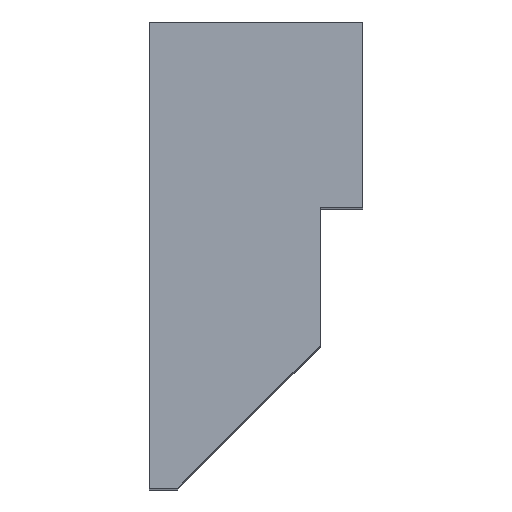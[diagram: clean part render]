
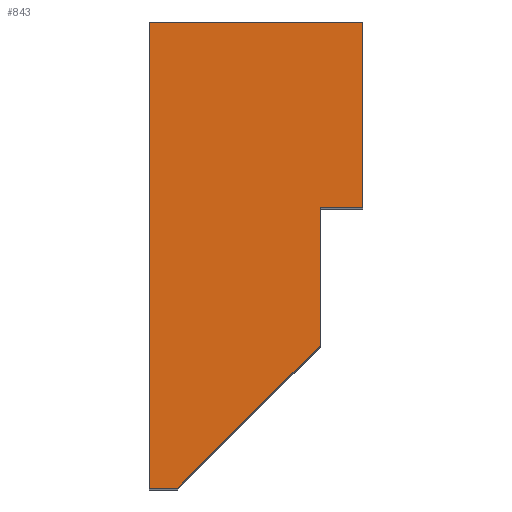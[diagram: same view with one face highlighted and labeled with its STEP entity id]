
A CAD part, top view. The second image highlights one B-rep face of the part: STEP entity #843.
In plain terms, the highlighted planar face has unit normal (0, 0, 1).
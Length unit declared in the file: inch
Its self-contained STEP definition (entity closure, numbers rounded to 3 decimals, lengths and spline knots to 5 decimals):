
#169 = VECTOR ( 'NONE', #1055, 39.37008 ) ;
#171 = VECTOR ( 'NONE', #1058, 39.37008 ) ;
#172 = LINE ( 'NONE', #1056, #169 ) ;
#174 = LINE ( 'NONE', #1060, #171 ) ;
#292 = VECTOR ( 'NONE', #1158, 39.37008 ) ;
#296 = LINE ( 'NONE', #1157, #292 ) ;
#338 = VECTOR ( 'NONE', #1241, 39.37008 ) ;
#342 = LINE ( 'NONE', #1238, #338 ) ;
#349 = VECTOR ( 'NONE', #1254, 39.37008 ) ;
#353 = LINE ( 'NONE', #1251, #349 ) ;
#366 = VECTOR ( 'NONE', #926, 39.37008 ) ;
#370 = LINE ( 'NONE', #913, #366 ) ;
#386 = LINE ( 'NONE', #1020, #388 ) ;
#388 = VECTOR ( 'NONE', #1044, 39.37008 ) ;
#412 = FACE_OUTER_BOUND ( 'NONE', #504, .T. ) ;
#504 = EDGE_LOOP ( 'NONE', ( #794, #752, #742, #755, #748, #741, #743 ) ) ;
#572 = VERTEX_POINT ( 'NONE', #1655 ) ;
#576 = VERTEX_POINT ( 'NONE', #1650 ) ;
#599 = VERTEX_POINT ( 'NONE', #1761 ) ;
#600 = VERTEX_POINT ( 'NONE', #1711 ) ;
#602 = VERTEX_POINT ( 'NONE', #1744 ) ;
#603 = VERTEX_POINT ( 'NONE', #1748 ) ;
#637 = VERTEX_POINT ( 'NONE', #1740 ) ;
#741 = ORIENTED_EDGE ( 'NONE', *, *, #1454, .T. ) ;
#742 = ORIENTED_EDGE ( 'NONE', *, *, #1459, .T. ) ;
#743 = ORIENTED_EDGE ( 'NONE', *, *, #1442, .T. ) ;
#748 = ORIENTED_EDGE ( 'NONE', *, *, #1516, .T. ) ;
#752 = ORIENTED_EDGE ( 'NONE', *, *, #1517, .T. ) ;
#755 = ORIENTED_EDGE ( 'NONE', *, *, #1487, .T. ) ;
#794 = ORIENTED_EDGE ( 'NONE', *, *, #1431, .T. ) ;
#843 = ADVANCED_FACE ( 'NONE', ( #412 ), #1285, .F. ) ;
#913 = CARTESIAN_POINT ( 'NONE',  ( 0., 3.273, 8. ) ) ;
#926 = DIRECTION ( 'NONE',  ( 0., -1., 0. ) ) ;
#1020 = CARTESIAN_POINT ( 'NONE',  ( 0., 0., 8. ) ) ;
#1044 = DIRECTION ( 'NONE',  ( 1., 0., 0. ) ) ;
#1055 = DIRECTION ( 'NONE',  ( 0.707, 0.707, 0. ) ) ;
#1056 = CARTESIAN_POINT ( 'NONE',  ( 1.2, 1., 8. ) ) ;
#1058 = DIRECTION ( 'NONE',  ( 0., 1., 0. ) ) ;
#1060 = CARTESIAN_POINT ( 'NONE',  ( 1.5, 1.973, 8. ) ) ;
#1157 = CARTESIAN_POINT ( 'NONE',  ( 1.2, 1.973, 8. ) ) ;
#1158 = DIRECTION ( 'NONE',  ( 1., 0., 0. ) ) ;
#1238 = CARTESIAN_POINT ( 'NONE',  ( 1.2, 0., 8. ) ) ;
#1241 = DIRECTION ( 'NONE',  ( 0., 1., 0. ) ) ;
#1251 = CARTESIAN_POINT ( 'NONE',  ( 1.5, 3.273, 8. ) ) ;
#1254 = DIRECTION ( 'NONE',  ( -1., 0., 0. ) ) ;
#1281 = DIRECTION ( 'NONE',  ( -1., 0., 0. ) ) ;
#1282 = DIRECTION ( 'NONE',  ( 0., 0., -1. ) ) ;
#1285 = PLANE ( 'NONE',  #1389 ) ;
#1290 = CARTESIAN_POINT ( 'NONE',  ( 1.2, 3.273, 8. ) ) ;
#1389 = AXIS2_PLACEMENT_3D ( 'NONE', #1290, #1282, #1281 ) ;
#1431 = EDGE_CURVE ( 'NONE', #599, #602, #386, .T. ) ;
#1442 = EDGE_CURVE ( 'NONE', #637, #599, #370, .T. ) ;
#1454 = EDGE_CURVE ( 'NONE', #572, #637, #353, .T. ) ;
#1459 = EDGE_CURVE ( 'NONE', #576, #603, #342, .T. ) ;
#1487 = EDGE_CURVE ( 'NONE', #603, #600, #296, .T. ) ;
#1516 = EDGE_CURVE ( 'NONE', #600, #572, #174, .T. ) ;
#1517 = EDGE_CURVE ( 'NONE', #602, #576, #172, .T. ) ;
#1650 = CARTESIAN_POINT ( 'NONE',  ( 1.2, 1., 8. ) ) ;
#1655 = CARTESIAN_POINT ( 'NONE',  ( 1.5, 3.273, 8. ) ) ;
#1711 = CARTESIAN_POINT ( 'NONE',  ( 1.5, 1.973, 8. ) ) ;
#1740 = CARTESIAN_POINT ( 'NONE',  ( 0., 3.273, 8. ) ) ;
#1744 = CARTESIAN_POINT ( 'NONE',  ( 0.2, 0., 8. ) ) ;
#1748 = CARTESIAN_POINT ( 'NONE',  ( 1.2, 1.973, 8. ) ) ;
#1761 = CARTESIAN_POINT ( 'NONE',  ( 0., 0., 8. ) ) ;
